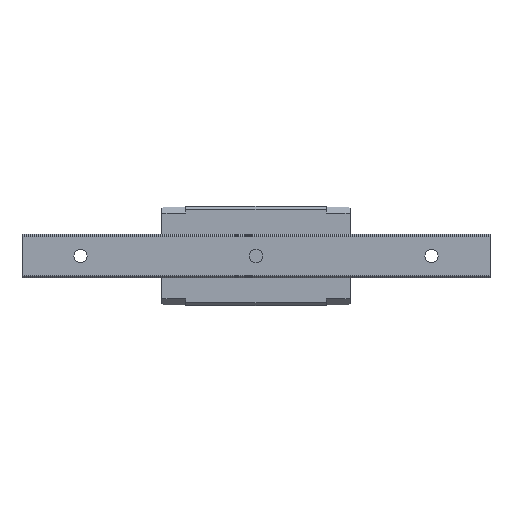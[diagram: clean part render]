
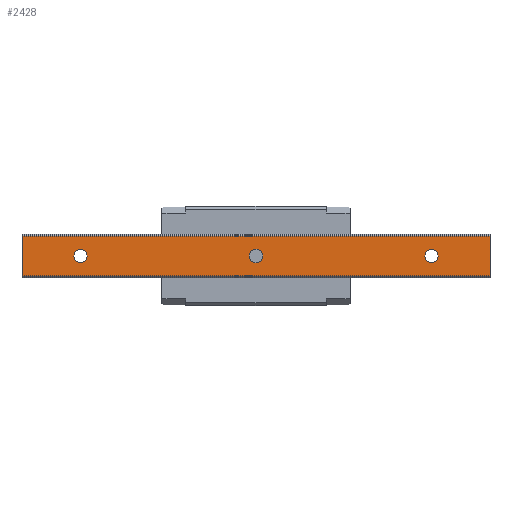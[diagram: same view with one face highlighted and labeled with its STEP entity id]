
A CAD part, front view. The second image highlights one B-rep face of the part: STEP entity #2428.
In plain terms, the highlighted planar face has unit normal (0, -1, 0).
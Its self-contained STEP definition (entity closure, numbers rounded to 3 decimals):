
#1070 = VERTEX_POINT( '', #3097 );
#1122 = VERTEX_POINT( '', #3158 );
#1278 = VERTEX_POINT( '', #3329 );
#1290 = EDGE_CURVE( '', #3028, #1776, #3342, .T. );
#1570 = EDGE_CURVE( '', #2272, #3028, #3654, .T. );
#1734 = EDGE_CURVE( '', #1776, #2046, #3835, .T. );
#1776 = VERTEX_POINT( '', #3883 );
#1916 = EDGE_CURVE( '', #1122, #1928, #4040, .T. );
#1928 = VERTEX_POINT( '', #4053 );
#2046 = VERTEX_POINT( '', #4181 );
#2126 = EDGE_CURVE( '', #2438, #2986, #4269, .T. );
#2272 = VERTEX_POINT( '', #4428 );
#2372 = EDGE_CURVE( '', #2272, #2046, #4546, .T. );
#2428 = ADVANCED_FACE( '', ( #4607, #4608, #4609, #4610 ), #4611, .T. );
#2438 = VERTEX_POINT( '', #4621 );
#2606 = EDGE_CURVE( '', #1928, #1122, #4800, .T. );
#2698 = EDGE_CURVE( '', #2986, #2438, #4899, .T. );
#2704 = EDGE_CURVE( '', #1070, #1278, #4905, .T. );
#2946 = EDGE_CURVE( '', #1278, #1070, #5173, .T. );
#2986 = VERTEX_POINT( '', #5217 );
#3028 = VERTEX_POINT( '', #5262 );
#3097 = CARTESIAN_POINT( '', ( -2.25, 0., 0. ) );
#3158 = CARTESIAN_POINT( '', ( 57.75, 0., 0. ) );
#3329 = CARTESIAN_POINT( '', ( 2.25, 0., 0. ) );
#3342 = LINE( '', #5674, #5675 );
#3654 = LINE( '', #6094, #6095 );
#3835 = LINE( '', #6342, #6343 );
#3883 = CARTESIAN_POINT( '', ( 140., 0., -6.786 ) );
#4040 = CIRCLE( '', #6619, 2.25 );
#4053 = CARTESIAN_POINT( '', ( 62.25, 0., 0. ) );
#4181 = CARTESIAN_POINT( '', ( 140., 0., 6.786 ) );
#4269 = CIRCLE( '', #6929, 2.25 );
#4428 = CARTESIAN_POINT( '', ( -20., 0., 6.786 ) );
#4546 = LINE( '', #7313, #7314 );
#4607 = FACE_BOUND( '', #7391, .T. );
#4608 = FACE_BOUND( '', #7392, .T. );
#4609 = FACE_BOUND( '', #7393, .T. );
#4610 = FACE_OUTER_BOUND( '', #7394, .T. );
#4611 = PLANE( '', #7395 );
#4621 = CARTESIAN_POINT( '', ( 122.25, 0., 0. ) );
#4800 = CIRCLE( '', #7648, 2.25 );
#4899 = CIRCLE( '', #7790, 2.25 );
#4905 = CIRCLE( '', #7801, 2.25 );
#5173 = CIRCLE( '', #8178, 2.25 );
#5217 = CARTESIAN_POINT( '', ( 117.75, 0., 0. ) );
#5262 = CARTESIAN_POINT( '', ( -20., 0., -6.786 ) );
#5674 = CARTESIAN_POINT( '', ( -20., 0., -6.786 ) );
#5675 = VECTOR( '', #8674, 1. );
#6094 = CARTESIAN_POINT( '', ( -20., 0., 6.786 ) );
#6095 = VECTOR( '', #9025, 1. );
#6342 = CARTESIAN_POINT( '', ( 140., 0., 6.786 ) );
#6343 = VECTOR( '', #9222, 1. );
#6619 = AXIS2_PLACEMENT_3D( '', #9500, #9501, #9502 );
#6929 = AXIS2_PLACEMENT_3D( '', #9780, #9781, #9782 );
#7313 = CARTESIAN_POINT( '', ( -20., 0., 6.786 ) );
#7314 = VECTOR( '', #10135, 1. );
#7391 = EDGE_LOOP( '', ( #10195, #10196 ) );
#7392 = EDGE_LOOP( '', ( #10197, #10198 ) );
#7393 = EDGE_LOOP( '', ( #10199, #10200 ) );
#7394 = EDGE_LOOP( '', ( #10201, #10202, #10203, #10204 ) );
#7395 = AXIS2_PLACEMENT_3D( '', #10205, #10206, #10207 );
#7648 = AXIS2_PLACEMENT_3D( '', #10364, #10365, #10366 );
#7790 = AXIS2_PLACEMENT_3D( '', #10462, #10463, #10464 );
#7801 = AXIS2_PLACEMENT_3D( '', #10467, #10468, #10469 );
#8178 = AXIS2_PLACEMENT_3D( '', #10774, #10775, #10776 );
#8674 = DIRECTION( '', ( 1., 0., 0. ) );
#9025 = DIRECTION( '', ( 0., 0., -1. ) );
#9222 = DIRECTION( '', ( 0., 0., 1. ) );
#9500 = CARTESIAN_POINT( '', ( 60., 0., 0. ) );
#9501 = DIRECTION( '', ( 0., 1., 0. ) );
#9502 = DIRECTION( '', ( 1., 0., 0. ) );
#9780 = CARTESIAN_POINT( '', ( 120., 0., 0. ) );
#9781 = DIRECTION( '', ( 0., 1., 0. ) );
#9782 = DIRECTION( '', ( 1., 0., 0. ) );
#10135 = DIRECTION( '', ( 1., 0., 0. ) );
#10195 = ORIENTED_EDGE( '', *, *, #2606, .T. );
#10196 = ORIENTED_EDGE( '', *, *, #1916, .T. );
#10197 = ORIENTED_EDGE( '', *, *, #2126, .T. );
#10198 = ORIENTED_EDGE( '', *, *, #2698, .T. );
#10199 = ORIENTED_EDGE( '', *, *, #2946, .T. );
#10200 = ORIENTED_EDGE( '', *, *, #2704, .T. );
#10201 = ORIENTED_EDGE( '', *, *, #1734, .T. );
#10202 = ORIENTED_EDGE( '', *, *, #2372, .F. );
#10203 = ORIENTED_EDGE( '', *, *, #1570, .T. );
#10204 = ORIENTED_EDGE( '', *, *, #1290, .T. );
#10205 = CARTESIAN_POINT( '', ( -20., 0., -6.786 ) );
#10206 = DIRECTION( '', ( 0., -1., 0. ) );
#10207 = DIRECTION( '', ( 0., 0., -1. ) );
#10364 = CARTESIAN_POINT( '', ( 60., 0., 0. ) );
#10365 = DIRECTION( '', ( 0., 1., 0. ) );
#10366 = DIRECTION( '', ( 1., 0., 0. ) );
#10462 = CARTESIAN_POINT( '', ( 120., 0., 0. ) );
#10463 = DIRECTION( '', ( 0., 1., 0. ) );
#10464 = DIRECTION( '', ( 1., 0., 0. ) );
#10467 = CARTESIAN_POINT( '', ( 0., 0., 0. ) );
#10468 = DIRECTION( '', ( 0., 1., 0. ) );
#10469 = DIRECTION( '', ( 1., 0., 0. ) );
#10774 = CARTESIAN_POINT( '', ( 0., 0., 0. ) );
#10775 = DIRECTION( '', ( 0., 1., 0. ) );
#10776 = DIRECTION( '', ( 1., 0., 0. ) );
